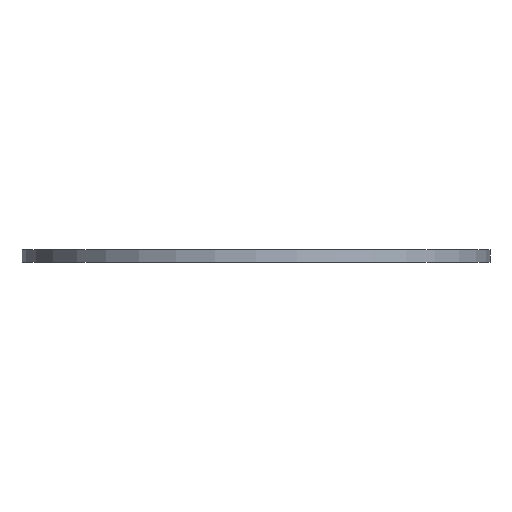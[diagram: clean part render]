
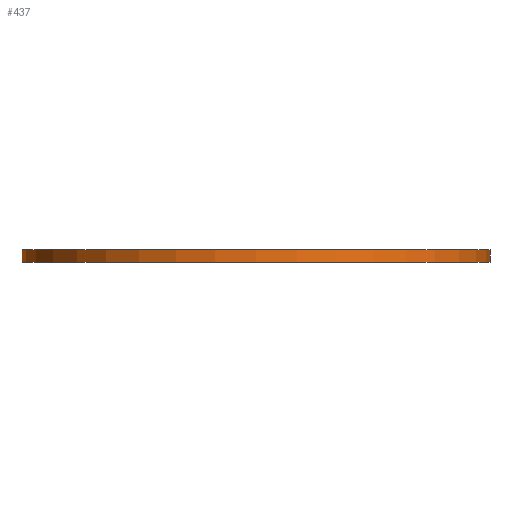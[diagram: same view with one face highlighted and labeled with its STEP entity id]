
A CAD part, front view. The second image highlights one B-rep face of the part: STEP entity #437.
In plain terms, the highlighted cylindrical face has radius 150 mm (diameter 300 mm), a partial arc.
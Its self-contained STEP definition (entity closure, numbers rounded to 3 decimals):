
#58 = VERTEX_POINT ( 'NONE', #2068 ) ;
#70 = CARTESIAN_POINT ( 'NONE',  ( 150., 0., 8. ) ) ;
#113 = EDGE_CURVE ( 'NONE', #2184, #58, #1818, .T. ) ;
#134 = ORIENTED_EDGE ( 'NONE', *, *, #789, .F. ) ;
#418 = CARTESIAN_POINT ( 'NONE',  ( 0., 0., 8. ) ) ;
#425 = EDGE_CURVE ( 'NONE', #555, #541, #1383, .T. ) ;
#429 = ORIENTED_EDGE ( 'NONE', *, *, #2526, .T. ) ;
#437 = ADVANCED_FACE ( 'NONE', ( #2404 ), #1547, .T. ) ;
#462 = CARTESIAN_POINT ( 'NONE',  ( -150., 0., 8. ) ) ;
#475 = DIRECTION ( 'NONE',  ( 1., 0., 0. ) ) ;
#485 = CARTESIAN_POINT ( 'NONE',  ( -150., 0., 0. ) ) ;
#487 = CARTESIAN_POINT ( 'NONE',  ( 0., 0., 0. ) ) ;
#541 = VERTEX_POINT ( 'NONE', #70 ) ;
#555 = VERTEX_POINT ( 'NONE', #462 ) ;
#568 = AXIS2_PLACEMENT_3D ( 'NONE', #487, #2713, #475 ) ;
#724 = LINE ( 'NONE', #1157, #2733 ) ;
#789 = EDGE_CURVE ( 'NONE', #541, #58, #724, .T. ) ;
#821 = DIRECTION ( 'NONE',  ( 1., 0., 0. ) ) ;
#835 = DIRECTION ( 'NONE',  ( 0., 0., -1. ) ) ;
#1157 = CARTESIAN_POINT ( 'NONE',  ( 150., 0., 8. ) ) ;
#1290 = AXIS2_PLACEMENT_3D ( 'NONE', #1946, #2419, #821 ) ;
#1366 = VECTOR ( 'NONE', #2811, 1000. ) ;
#1383 = CIRCLE ( 'NONE', #1290, 150. ) ;
#1547 = CYLINDRICAL_SURFACE ( 'NONE', #2263, 150. ) ;
#1818 = CIRCLE ( 'NONE', #568, 150. ) ;
#1844 = DIRECTION ( 'NONE',  ( 0., 0., -1. ) ) ;
#1853 = EDGE_LOOP ( 'NONE', ( #134, #2319, #429, #2551 ) ) ;
#1946 = CARTESIAN_POINT ( 'NONE',  ( 0., 0., 8. ) ) ;
#2068 = CARTESIAN_POINT ( 'NONE',  ( 150., 0., 0. ) ) ;
#2177 = LINE ( 'NONE', #2365, #1366 ) ;
#2184 = VERTEX_POINT ( 'NONE', #485 ) ;
#2263 = AXIS2_PLACEMENT_3D ( 'NONE', #418, #835, #2431 ) ;
#2319 = ORIENTED_EDGE ( 'NONE', *, *, #425, .F. ) ;
#2365 = CARTESIAN_POINT ( 'NONE',  ( -150., 0., 8. ) ) ;
#2404 = FACE_OUTER_BOUND ( 'NONE', #1853, .T. ) ;
#2419 = DIRECTION ( 'NONE',  ( 0., 0., 1. ) ) ;
#2431 = DIRECTION ( 'NONE',  ( -1., 0., 0. ) ) ;
#2526 = EDGE_CURVE ( 'NONE', #555, #2184, #2177, .T. ) ;
#2551 = ORIENTED_EDGE ( 'NONE', *, *, #113, .T. ) ;
#2713 = DIRECTION ( 'NONE',  ( 0., 0., 1. ) ) ;
#2733 = VECTOR ( 'NONE', #1844, 1000. ) ;
#2811 = DIRECTION ( 'NONE',  ( 0., 0., -1. ) ) ;
